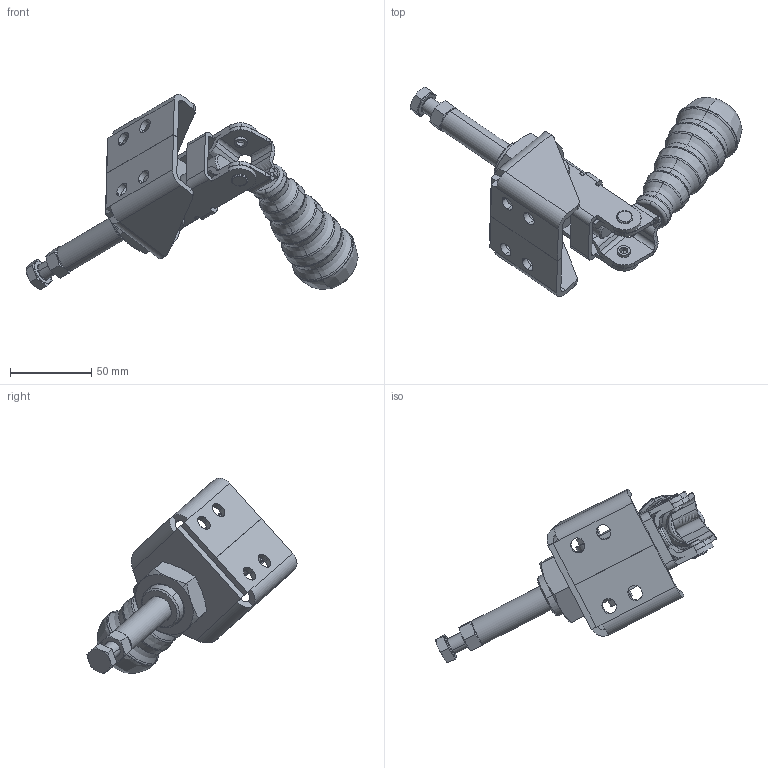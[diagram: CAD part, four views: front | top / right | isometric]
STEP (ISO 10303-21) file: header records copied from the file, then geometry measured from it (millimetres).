
FILE_DESCRIPTION((''),'2;1');
FILE_NAME('352.stp','2005-09-01T11:31:52',('CAD'),(''),'Autodesk Inventor 8','Autodesk Inventor 8','');
FILE_SCHEMA(('AUTOMOTIVE_DESIGN { 1 0 10303 214 1 1 1 1 }'));
Length unit declared in the file: millimetre
Products named in the file (1): Part21
Bounding box: 204.07 x 129.1 x 120.15 mm (x, y, z)
Volume: 216809.6 mm3; surface area: 65329.3 mm2
Topology: 1 solids, 8 shells, 507 faces, 1294 edges, 804 vertices
Faces by surface type: plane 160, cylinder 117, bspline 102, cone 96, torus 32
Entity records: 18817 total; most frequent: CARTESIAN_POINT 6880, ORIENTED_EDGE 2568, DIRECTION 2476, EDGE_CURVE 1284, AXIS2_PLACEMENT_3D 939, VERTEX_POINT 804, VECTOR 598, LINE 598
